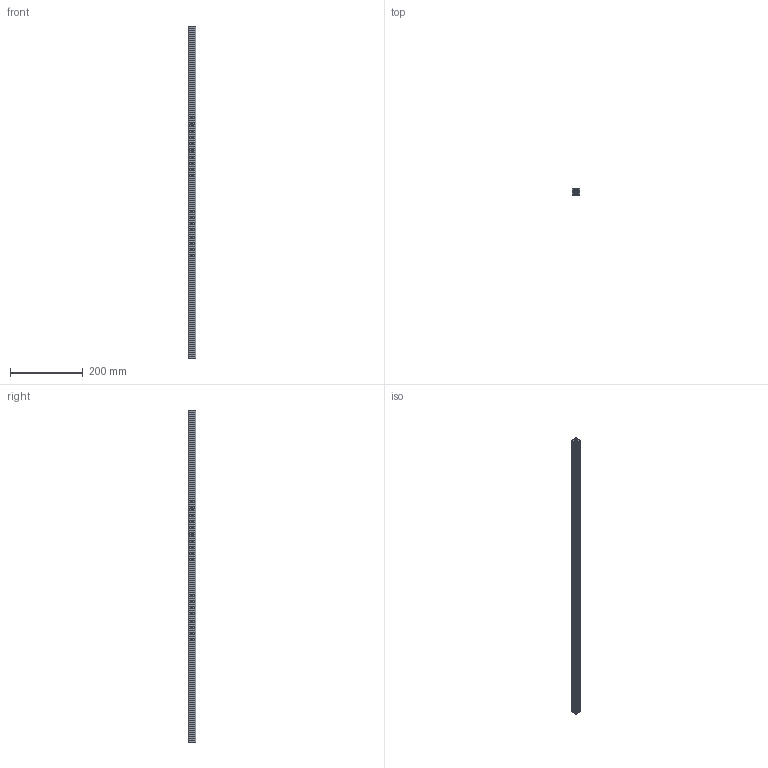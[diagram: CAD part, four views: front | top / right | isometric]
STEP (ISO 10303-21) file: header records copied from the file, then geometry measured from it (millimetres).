
FILE_DESCRIPTION(/* description */ (''),/* implementation_level */ '2;1');
FILE_NAME(/* name */ '5537T502-Extrusion-20mm-3ft.step',/* time_stamp */ '2022-11-17T23:17:49-05:00',/* author */ (''),/* organization */ (''),/* preprocessor_version */ 'ST-DEVELOPER v19.2',/* originating_system */ 'Autodesk Translation Framework v11.17.0.187',/* authorisation */ '');
FILE_SCHEMA (('AUTOMOTIVE_DESIGN { 1 0 10303 214 3 1 1 }'));
Length unit declared in the file: millimetre
Products named in the file (1): 5537T502
Bounding box: 19.99 x 19.99 x 914.4 mm (x, y, z)
Volume: 167178 mm3; surface area: 155059.5 mm2
Topology: 1 solids, 1 shells, 75 faces, 219 edges, 146 vertices
Faces by surface type: plane 38, cylinder 37
Full cylindrical faces by diameter (mm): 4.293 x1
Entity records: 2544 total; most frequent: DIRECTION 445, CARTESIAN_POINT 441, ORIENTED_EDGE 438, EDGE_CURVE 219, AXIS2_PLACEMENT_3D 150, VERTEX_POINT 146, LINE 145, VECTOR 145
